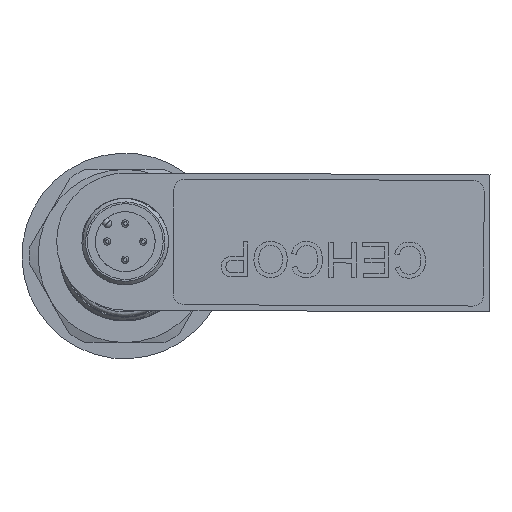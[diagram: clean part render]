
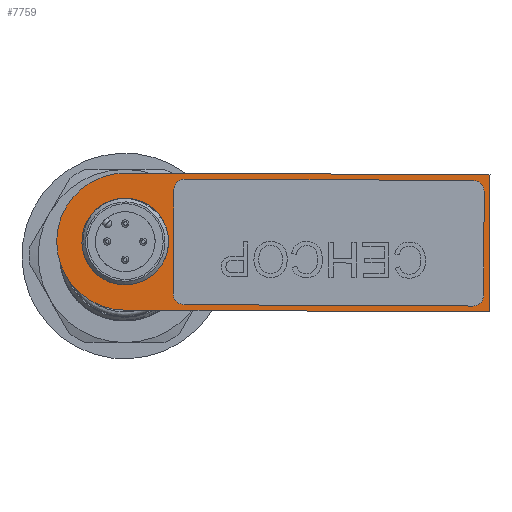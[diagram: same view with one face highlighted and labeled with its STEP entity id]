
A CAD part, left-side view. The second image highlights one B-rep face of the part: STEP entity #7759.
In plain terms, the highlighted face is planar.
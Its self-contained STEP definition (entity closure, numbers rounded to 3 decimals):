
#241=LINE('',#18703,#664);
#242=LINE('',#18705,#665);
#243=LINE('',#18707,#666);
#244=LINE('',#18708,#667);
#245=LINE('',#18713,#668);
#246=LINE('',#18717,#669);
#247=LINE('',#18721,#670);
#664=VECTOR('',#10032,1000.);
#665=VECTOR('',#10033,1000.);
#666=VECTOR('',#10034,1000.);
#667=VECTOR('',#10035,1000.);
#668=VECTOR('',#10038,1000.);
#669=VECTOR('',#10041,1000.);
#670=VECTOR('',#10044,1000.);
#1621=PLANE('',#8958);
#1844=CIRCLE('',#8959,5.5);
#1845=CIRCLE('',#8960,9.5);
#1846=CIRCLE('',#8961,1.5);
#1847=CIRCLE('',#8962,1.5);
#1848=CIRCLE('',#8963,1.5);
#1849=CIRCLE('',#8964,1.5);
#2559=ORIENTED_EDGE('',*,*,#4522,.F.);
#2560=ORIENTED_EDGE('',*,*,#4523,.F.);
#2561=ORIENTED_EDGE('',*,*,#4524,.F.);
#2562=ORIENTED_EDGE('',*,*,#4525,.F.);
#2563=ORIENTED_EDGE('',*,*,#4526,.F.);
#2564=ORIENTED_EDGE('',*,*,#4527,.T.);
#2565=ORIENTED_EDGE('',*,*,#4528,.T.);
#2566=ORIENTED_EDGE('',*,*,#4529,.T.);
#2567=ORIENTED_EDGE('',*,*,#4530,.T.);
#2568=ORIENTED_EDGE('',*,*,#4531,.T.);
#2569=ORIENTED_EDGE('',*,*,#4532,.T.);
#2570=ORIENTED_EDGE('',*,*,#4533,.T.);
#2571=ORIENTED_EDGE('',*,*,#4534,.T.);
#4522=EDGE_CURVE('',#5554,#5554,#1844,.T.);
#4523=EDGE_CURVE('',#5555,#5556,#1845,.T.);
#4524=EDGE_CURVE('',#5557,#5555,#241,.T.);
#4525=EDGE_CURVE('',#5558,#5557,#242,.T.);
#4526=EDGE_CURVE('',#5556,#5558,#243,.T.);
#4527=EDGE_CURVE('',#5559,#5560,#244,.T.);
#4528=EDGE_CURVE('',#5560,#5561,#1846,.T.);
#4529=EDGE_CURVE('',#5561,#5562,#245,.T.);
#4530=EDGE_CURVE('',#5562,#5563,#1847,.T.);
#4531=EDGE_CURVE('',#5563,#5564,#246,.T.);
#4532=EDGE_CURVE('',#5564,#5565,#1848,.T.);
#4533=EDGE_CURVE('',#5565,#5566,#247,.T.);
#4534=EDGE_CURVE('',#5566,#5559,#1849,.T.);
#5554=VERTEX_POINT('',#18699);
#5555=VERTEX_POINT('',#18701);
#5556=VERTEX_POINT('',#18702);
#5557=VERTEX_POINT('',#18704);
#5558=VERTEX_POINT('',#18706);
#5559=VERTEX_POINT('',#18709);
#5560=VERTEX_POINT('',#18710);
#5561=VERTEX_POINT('',#18712);
#5562=VERTEX_POINT('',#18714);
#5563=VERTEX_POINT('',#18716);
#5564=VERTEX_POINT('',#18718);
#5565=VERTEX_POINT('',#18720);
#5566=VERTEX_POINT('',#18722);
#6356=EDGE_LOOP('',(#2559));
#6357=EDGE_LOOP('',(#2560,#2561,#2562,#2563));
#6358=EDGE_LOOP('',(#2564,#2565,#2566,#2567,#2568,#2569,#2570,#2571));
#7010=FACE_BOUND('',#6356,.T.);
#7011=FACE_BOUND('',#6357,.T.);
#7012=FACE_BOUND('',#6358,.T.);
#7759=ADVANCED_FACE('',(#7010,#7011,#7012),#1621,.F.);
#8958=AXIS2_PLACEMENT_3D('',#18697,#10026,#10027);
#8959=AXIS2_PLACEMENT_3D('',#18698,#10028,#10029);
#8960=AXIS2_PLACEMENT_3D('',#18700,#10030,#10031);
#8961=AXIS2_PLACEMENT_3D('',#18711,#10036,#10037);
#8962=AXIS2_PLACEMENT_3D('',#18715,#10039,#10040);
#8963=AXIS2_PLACEMENT_3D('',#18719,#10042,#10043);
#8964=AXIS2_PLACEMENT_3D('',#18723,#10045,#10046);
#10026=DIRECTION('',(0.,1.,0.));
#10027=DIRECTION('',(0.,0.,1.));
#10028=DIRECTION('',(0.,-1.,0.));
#10029=DIRECTION('',(1.,0.,0.));
#10030=DIRECTION('',(0.,1.,0.));
#10031=DIRECTION('',(-1.,0.,0.));
#10032=DIRECTION('',(0.,0.,1.));
#10033=DIRECTION('',(-1.,0.,0.));
#10034=DIRECTION('',(0.,0.,-1.));
#10035=DIRECTION('',(-1.,0.,0.));
#10036=DIRECTION('',(0.,1.,0.));
#10037=DIRECTION('',(1.,0.,0.));
#10038=DIRECTION('',(0.,0.,1.));
#10039=DIRECTION('',(0.,1.,0.));
#10040=DIRECTION('',(1.,0.,0.));
#10041=DIRECTION('',(1.,0.,0.));
#10042=DIRECTION('',(0.,1.,0.));
#10043=DIRECTION('',(-1.,0.,0.));
#10044=DIRECTION('',(0.,0.,-1.));
#10045=DIRECTION('',(0.,1.,0.));
#10046=DIRECTION('',(1.,0.,0.));
#18697=CARTESIAN_POINT('',(9.5,0.,50.5));
#18698=CARTESIAN_POINT('',(9.5,0.,50.5));
#18699=CARTESIAN_POINT('',(15.,0.,50.5));
#18700=CARTESIAN_POINT('',(9.5,0.,50.5));
#18701=CARTESIAN_POINT('',(0.,0.,50.5));
#18702=CARTESIAN_POINT('',(19.,0.,50.5));
#18703=CARTESIAN_POINT('',(0.,0.,0.));
#18704=CARTESIAN_POINT('',(0.,0.,0.));
#18705=CARTESIAN_POINT('',(19.,0.,0.));
#18706=CARTESIAN_POINT('',(19.,0.,0.));
#18707=CARTESIAN_POINT('',(19.,0.,50.5));
#18708=CARTESIAN_POINT('',(2.16,0.,0.8));
#18709=CARTESIAN_POINT('',(16.7,0.,0.8));
#18710=CARTESIAN_POINT('',(2.3,0.,0.8));
#18711=CARTESIAN_POINT('',(2.3,0.,2.3));
#18712=CARTESIAN_POINT('',(0.8,0.,2.3));
#18713=CARTESIAN_POINT('',(0.8,0.,42.3));
#18714=CARTESIAN_POINT('',(0.8,0.,42.3));
#18715=CARTESIAN_POINT('',(2.3,0.,42.3));
#18716=CARTESIAN_POINT('',(2.3,0.,43.8));
#18717=CARTESIAN_POINT('',(16.56,0.,43.8));
#18718=CARTESIAN_POINT('',(16.7,0.,43.8));
#18719=CARTESIAN_POINT('',(16.7,0.,42.3));
#18720=CARTESIAN_POINT('',(18.2,0.,42.3));
#18721=CARTESIAN_POINT('',(18.2,0.,2.3));
#18722=CARTESIAN_POINT('',(18.2,0.,2.3));
#18723=CARTESIAN_POINT('',(16.7,0.,2.3));
